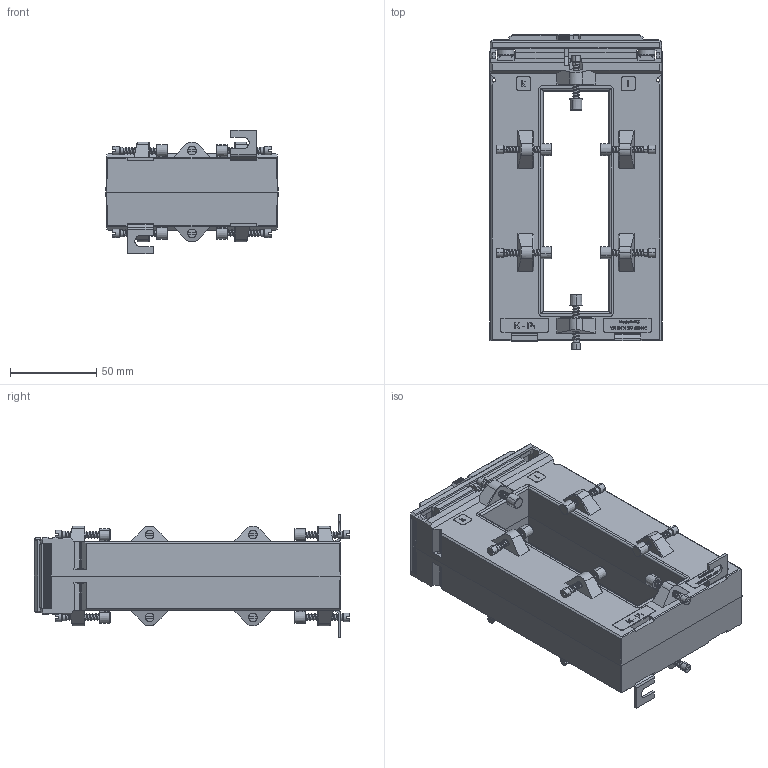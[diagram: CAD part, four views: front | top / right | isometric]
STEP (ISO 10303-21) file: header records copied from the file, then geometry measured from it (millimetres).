
FILE_DESCRIPTION (( 'STEP AP214' ), '1' );
FILE_NAME ('ASK128.4_komplett.STEP', '2012-01-16T08:18:08', ( ' ' ), ( '' ), 'SwSTEP 2.0', 'SolidWorks 2010', '' );
FILE_SCHEMA (( 'AUTOMOTIVE_DESIGN' ));
Length unit declared in the file: millimetre
Products named in the file (12): Plombierplatte; Plastite_Schraube_30_mit-Gewinde; Isolierschutzkappe; ASK128.4_Gehäuseschale_Seite 2; ASK128.4_Gehäuseschale_Seite 1; ASK128.4_komplett; Linsenschraube DIN 7985 4.8 VZ M 5 x 10; Klemme_l=35_WN-003_02; Klemme_komplett; Fusswinkel_1,5; ASK103.41_Klappe; Scheibe DIN 125 ST 5,3
Assembly tree (38 placements, depth 3):
  ASK128.4_komplett
    Isolierschutzkappe  x12
    Plastite_Schraube_30_mit-Gewinde  x12
    Klemme_komplett  x2
      Klemme_l=35_WN-003_02
      Scheibe DIN 125 ST 5,3
      Linsenschraube DIN 7985 4.8 VZ M 5 x 10
    ASK103.41_Klappe  x2
    Fusswinkel_1,5  x2
    ASK128.4_Gehäuseschale_Seite 2
    ASK128.4_Gehäuseschale_Seite 1
    Plombierplatte
Bounding box: 100 x 183 x 72 mm (x, y, z)
Volume: 510612.4 mm3; surface area: 121510.6 mm2
Topology: 41 solids, 41 shells, 2412 faces, 6271 edges, 4052 vertices
Faces by surface type: plane 1379, cylinder 584, bspline 255, cone 170, sphere 16, torus 8
Entity records: 64031 total; most frequent: CARTESIAN_POINT 26057, ORIENTED_EDGE 8340, DIRECTION 6604, EDGE_CURVE 4170, VECTOR 3272, LINE 3272, VERTEX_POINT 2736, EDGE_LOOP 1710
